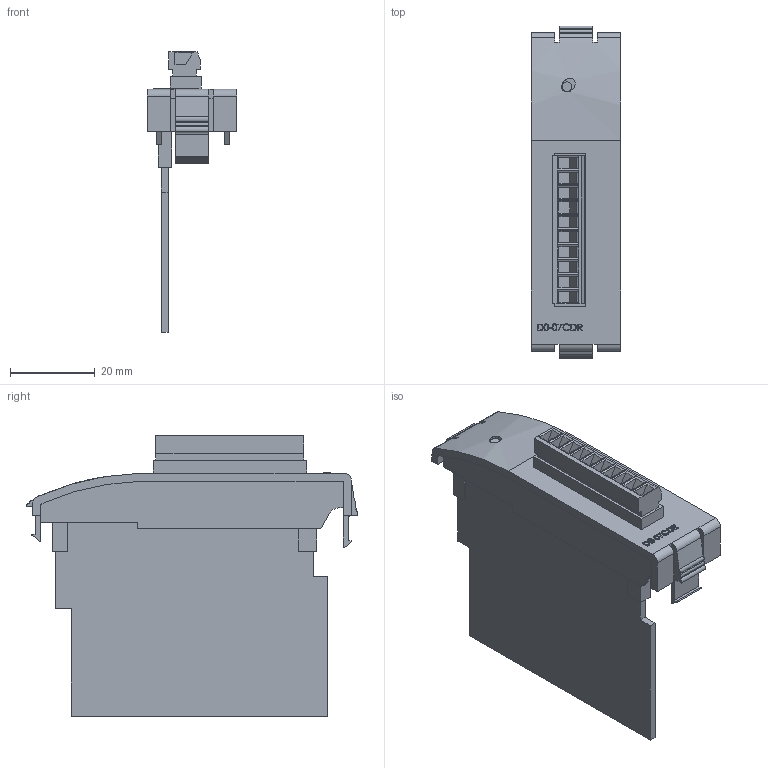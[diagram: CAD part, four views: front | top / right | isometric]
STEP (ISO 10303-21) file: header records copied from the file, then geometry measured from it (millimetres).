
FILE_DESCRIPTION (( 'STEP AP214' ), '1' );
FILE_NAME ('D0-07CDR.STEP', '2011-02-02T16:23:59', ( '.ADC' ), ( 'ADC' ), 'SwSTEP 2.0', 'SolidWorks 2009', '' );
FILE_SCHEMA (( 'AUTOMOTIVE_DESIGN' ));
Length unit declared in the file: inch
Products named in the file (1): D0-07CDR
Bounding box: 20.98 x 78.23 x 66.09 mm (x, y, z)
Volume: 12370.6 mm3; surface area: 14982.6 mm2
Topology: 2 solids, 2 shells, 333 faces, 889 edges, 584 vertices
Faces by surface type: plane 248, bspline 48, cylinder 37
Entity records: 16049 total; most frequent: CARTESIAN_POINT 5265, ORIENTED_EDGE 1778, DIRECTION 1452, EDGE_CURVE 889, LINE 706, VECTOR 706, VERTEX_POINT 584, AXIS2_PLACEMENT_3D 373
